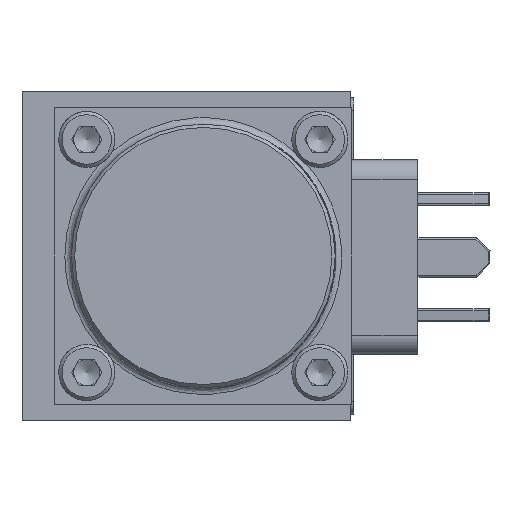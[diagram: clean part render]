
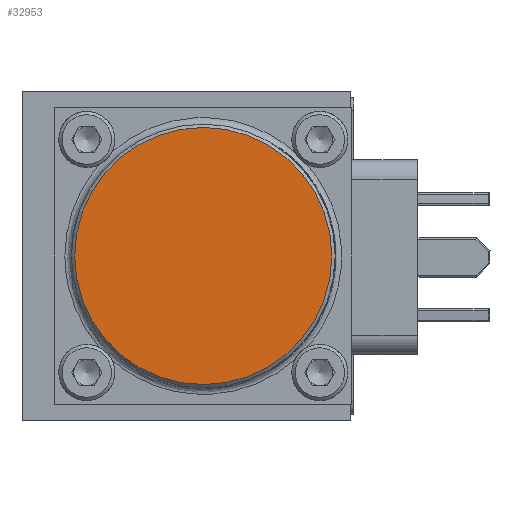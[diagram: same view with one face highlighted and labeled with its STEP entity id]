
A CAD part, left-side view. The second image highlights one B-rep face of the part: STEP entity #32953.
In plain terms, the highlighted planar face has unit normal (-1, 0, 0).
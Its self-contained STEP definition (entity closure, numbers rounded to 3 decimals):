
#608 = ORIENTED_EDGE ( 'NONE', *, *, #20162, .F. ) ;
#6894 = PLANE ( 'NONE',  #48993 ) ;
#9458 = CARTESIAN_POINT ( 'NONE',  ( -69., 22.35, -25. ) ) ;
#9727 = DIRECTION ( 'NONE',  ( 0., 0., -1. ) ) ;
#15319 = VERTEX_POINT ( 'NONE', #35855 ) ;
#20162 = EDGE_CURVE ( 'NONE', #15319, #15319, #35896, .T. ) ;
#24808 = DIRECTION ( 'NONE',  ( -1., 0., 0. ) ) ;
#29572 = DIRECTION ( 'NONE',  ( 0., -1., 0. ) ) ;
#32694 = FACE_OUTER_BOUND ( 'NONE', #45493, .T. ) ;
#32953 = ADVANCED_FACE ( 'NONE', ( #32694 ), #6894, .T. ) ;
#34999 = DIRECTION ( 'NONE',  ( 1., 0., 0. ) ) ;
#35855 = CARTESIAN_POINT ( 'NONE',  ( -69., 22.35, -44.5 ) ) ;
#35896 = CIRCLE ( 'NONE', #51205, 19.5 ) ;
#45493 = EDGE_LOOP ( 'NONE', ( #608 ) ) ;
#48993 = AXIS2_PLACEMENT_3D ( 'NONE', #55505, #24808, #29572 ) ;
#51205 = AXIS2_PLACEMENT_3D ( 'NONE', #9458, #34999, #9727 ) ;
#55505 = CARTESIAN_POINT ( 'NONE',  ( -69., 22.35, -25. ) ) ;
